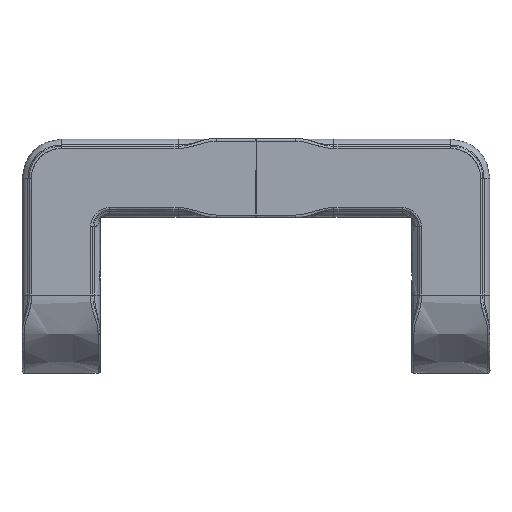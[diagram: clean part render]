
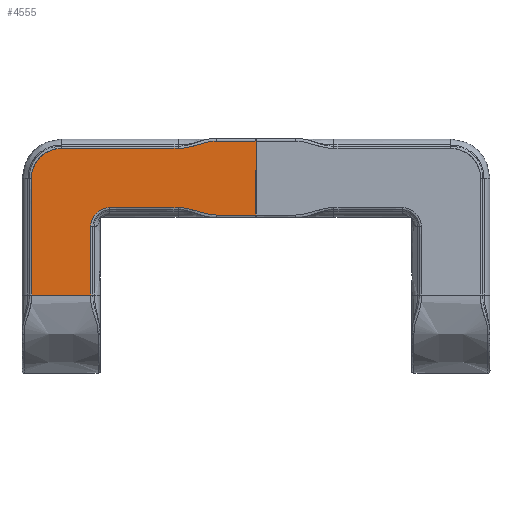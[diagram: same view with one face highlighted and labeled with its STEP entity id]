
A CAD part, top view. The second image highlights one B-rep face of the part: STEP entity #4555.
In plain terms, the highlighted free-form (B-spline) face has degree [3, 3] with [4, 4] control points.
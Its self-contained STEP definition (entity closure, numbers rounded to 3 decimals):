
#615=FACE_OUTER_BOUND('',#819,.T.);
#819=EDGE_LOOP('',(#4111,#4112,#4113,#4114,#4115,#4116,#4117,#4118,#4119,
#4120,#4121,#4122));
#1474=B_SPLINE_CURVE_WITH_KNOTS('',3,(#24721,#24722,#24723,#24724,#24725,
#24726,#24727),.UNSPECIFIED.,.F.,.F.,(4,3,4),(0.,0.275,0.555),
 .UNSPECIFIED.);
#1475=B_SPLINE_CURVE_WITH_KNOTS('',3,(#24729,#24730,#24731,#24732),
 .UNSPECIFIED.,.F.,.F.,(4,4),(0.,0.127),.UNSPECIFIED.);
#1476=B_SPLINE_CURVE_WITH_KNOTS('',3,(#24734,#24735,#24736,#24737),
 .UNSPECIFIED.,.F.,.F.,(4,4),(0.256,0.494),
 .UNSPECIFIED.);
#1477=B_SPLINE_CURVE_WITH_KNOTS('',3,(#24739,#24740,#24741,#24742),
 .UNSPECIFIED.,.F.,.F.,(4,4),(-0.127,0.),.UNSPECIFIED.);
#1478=B_SPLINE_CURVE_WITH_KNOTS('',3,(#24744,#24745,#24746,#24747,#24748,
#24749,#24750),.UNSPECIFIED.,.F.,.F.,(4,3,4),(0.56,0.841,
1.115),.UNSPECIFIED.);
#1479=B_SPLINE_CURVE_WITH_KNOTS('',3,(#24752,#24753,#24754,#24755),
 .UNSPECIFIED.,.F.,.F.,(4,4),(0.,1.65),.UNSPECIFIED.);
#1480=B_SPLINE_CURVE_WITH_KNOTS('',3,(#24757,#24758,#24759,#24760,#24761,
#24762,#24763),.UNSPECIFIED.,.F.,.F.,(4,3,4),(0.,0.336,0.672),
 .UNSPECIFIED.);
#1481=B_SPLINE_CURVE_WITH_KNOTS('',3,(#24765,#24766,#24767,#24768),
 .UNSPECIFIED.,.F.,.F.,(4,4),(0.,1.65),
 .UNSPECIFIED.);
#1482=B_SPLINE_CURVE_WITH_KNOTS('',3,(#24770,#24771,#24772,#24773),
 .UNSPECIFIED.,.F.,.F.,(4,4),(0.53,0.72),
 .UNSPECIFIED.);
#1483=B_SPLINE_CURVE_WITH_KNOTS('',3,(#24775,#24776,#24777,#24778),
 .UNSPECIFIED.,.F.,.F.,(4,4),(0.,0.968),.UNSPECIFIED.);
#1484=B_SPLINE_CURVE_WITH_KNOTS('',3,(#24780,#24781,#24782,#24783,#24784,
#24785,#24786),.UNSPECIFIED.,.F.,.F.,(4,3,4),(0.968,1.18,
1.393),.UNSPECIFIED.);
#1485=B_SPLINE_CURVE_WITH_KNOTS('',3,(#24787,#24788,#24789,#24790),
 .UNSPECIFIED.,.F.,.F.,(4,4),(0.,0.968),.UNSPECIFIED.);
#2343=VERTEX_POINT('',#24719);
#2344=VERTEX_POINT('',#24720);
#2345=VERTEX_POINT('',#24728);
#2346=VERTEX_POINT('',#24733);
#2347=VERTEX_POINT('',#24738);
#2348=VERTEX_POINT('',#24743);
#2349=VERTEX_POINT('',#24751);
#2350=VERTEX_POINT('',#24756);
#2351=VERTEX_POINT('',#24764);
#2352=VERTEX_POINT('',#24769);
#2353=VERTEX_POINT('',#24774);
#2354=VERTEX_POINT('',#24779);
#3227=EDGE_CURVE('',#2343,#2344,#1474,.T.);
#3228=EDGE_CURVE('',#2345,#2343,#1475,.T.);
#3229=EDGE_CURVE('',#2346,#2345,#1476,.T.);
#3230=EDGE_CURVE('',#2347,#2346,#1477,.T.);
#3231=EDGE_CURVE('',#2348,#2347,#1478,.T.);
#3232=EDGE_CURVE('',#2349,#2348,#1479,.T.);
#3233=EDGE_CURVE('',#2350,#2349,#1480,.T.);
#3234=EDGE_CURVE('',#2351,#2350,#1481,.T.);
#3235=EDGE_CURVE('',#2352,#2351,#1482,.T.);
#3236=EDGE_CURVE('',#2353,#2352,#1483,.T.);
#3237=EDGE_CURVE('',#2354,#2353,#1484,.T.);
#3238=EDGE_CURVE('',#2344,#2354,#1485,.T.);
#4111=ORIENTED_EDGE('',*,*,#3227,.F.);
#4112=ORIENTED_EDGE('',*,*,#3228,.F.);
#4113=ORIENTED_EDGE('',*,*,#3229,.F.);
#4114=ORIENTED_EDGE('',*,*,#3230,.F.);
#4115=ORIENTED_EDGE('',*,*,#3231,.F.);
#4116=ORIENTED_EDGE('',*,*,#3232,.F.);
#4117=ORIENTED_EDGE('',*,*,#3233,.F.);
#4118=ORIENTED_EDGE('',*,*,#3234,.F.);
#4119=ORIENTED_EDGE('',*,*,#3235,.F.);
#4120=ORIENTED_EDGE('',*,*,#3236,.F.);
#4121=ORIENTED_EDGE('',*,*,#3237,.F.);
#4122=ORIENTED_EDGE('',*,*,#3238,.F.);
#4359=B_SPLINE_SURFACE_WITH_KNOTS('',3,3,((#24703,#24704,#24705,#24706),
(#24707,#24708,#24709,#24710),(#24711,#24712,#24713,#24714),(#24715,#24716,
#24717,#24718)),.UNSPECIFIED.,.F.,.F.,.F.,(4,4),(4,4),(0.,1.),(0.,1.),
 .UNSPECIFIED.);
#4555=ADVANCED_FACE('',(#615),#4359,.T.);
#24703=CARTESIAN_POINT('Ctrl Pts',(650.016,71.97,75.652));
#24704=CARTESIAN_POINT('Ctrl Pts',(650.016,57.304,75.652));
#24705=CARTESIAN_POINT('Ctrl Pts',(650.016,42.637,75.652));
#24706=CARTESIAN_POINT('Ctrl Pts',(650.016,27.97,75.652));
#24707=CARTESIAN_POINT('Ctrl Pts',(635.349,71.97,75.652));
#24708=CARTESIAN_POINT('Ctrl Pts',(635.349,57.304,75.652));
#24709=CARTESIAN_POINT('Ctrl Pts',(635.349,42.637,75.652));
#24710=CARTESIAN_POINT('Ctrl Pts',(635.349,27.97,75.652));
#24711=CARTESIAN_POINT('Ctrl Pts',(620.682,71.97,75.652));
#24712=CARTESIAN_POINT('Ctrl Pts',(620.682,57.304,75.652));
#24713=CARTESIAN_POINT('Ctrl Pts',(620.682,42.637,75.652));
#24714=CARTESIAN_POINT('Ctrl Pts',(620.682,27.97,75.652));
#24715=CARTESIAN_POINT('Ctrl Pts',(606.016,71.97,75.652));
#24716=CARTESIAN_POINT('Ctrl Pts',(606.016,57.304,75.652));
#24717=CARTESIAN_POINT('Ctrl Pts',(606.016,42.637,75.652));
#24718=CARTESIAN_POINT('Ctrl Pts',(606.016,27.97,75.652));
#24719=CARTESIAN_POINT('',(644.414,50.256,75.652));
#24720=CARTESIAN_POINT('',(639.016,51.299,75.652));
#24721=CARTESIAN_POINT('Ctrl Pts',(644.414,50.256,75.652));
#24722=CARTESIAN_POINT('Ctrl Pts',(643.478,50.256,75.652));
#24723=CARTESIAN_POINT('Ctrl Pts',(642.591,50.539,75.652));
#24724=CARTESIAN_POINT('Ctrl Pts',(641.719,50.798,75.652));
#24725=CARTESIAN_POINT('Ctrl Pts',(640.828,51.062,75.652));
#24726=CARTESIAN_POINT('Ctrl Pts',(639.965,51.299,75.652));
#24727=CARTESIAN_POINT('Ctrl Pts',(639.016,51.299,75.652));
#24728=CARTESIAN_POINT('',(650.016,50.256,75.652));
#24729=CARTESIAN_POINT('Ctrl Pts',(650.016,50.256,75.652));
#24730=CARTESIAN_POINT('Ctrl Pts',(648.149,50.256,75.652));
#24731=CARTESIAN_POINT('Ctrl Pts',(646.282,50.256,75.652));
#24732=CARTESIAN_POINT('Ctrl Pts',(644.414,50.256,75.652));
#24733=CARTESIAN_POINT('',(650.016,60.684,75.652));
#24734=CARTESIAN_POINT('Ctrl Pts',(650.016,60.684,75.652));
#24735=CARTESIAN_POINT('Ctrl Pts',(650.016,57.208,75.652));
#24736=CARTESIAN_POINT('Ctrl Pts',(650.016,53.732,75.652));
#24737=CARTESIAN_POINT('Ctrl Pts',(650.016,50.256,75.652));
#24738=CARTESIAN_POINT('',(644.414,60.684,75.652));
#24739=CARTESIAN_POINT('Ctrl Pts',(644.414,60.684,75.652));
#24740=CARTESIAN_POINT('Ctrl Pts',(646.281,60.684,75.652));
#24741=CARTESIAN_POINT('Ctrl Pts',(648.148,60.684,75.652));
#24742=CARTESIAN_POINT('Ctrl Pts',(650.016,60.684,75.652));
#24743=CARTESIAN_POINT('',(639.015,59.641,75.652));
#24744=CARTESIAN_POINT('Ctrl Pts',(639.015,59.641,75.652));
#24745=CARTESIAN_POINT('Ctrl Pts',(639.974,59.641,75.652));
#24746=CARTESIAN_POINT('Ctrl Pts',(640.819,59.874,75.652));
#24747=CARTESIAN_POINT('Ctrl Pts',(641.719,60.142,75.652));
#24748=CARTESIAN_POINT('Ctrl Pts',(642.599,60.404,75.652));
#24749=CARTESIAN_POINT('Ctrl Pts',(643.467,60.684,75.652));
#24750=CARTESIAN_POINT('Ctrl Pts',(644.414,60.684,75.652));
#24751=CARTESIAN_POINT('',(622.516,59.641,75.652));
#24752=CARTESIAN_POINT('Ctrl Pts',(622.516,59.641,75.652));
#24753=CARTESIAN_POINT('Ctrl Pts',(628.015,59.641,75.652));
#24754=CARTESIAN_POINT('Ctrl Pts',(633.515,59.641,75.652));
#24755=CARTESIAN_POINT('Ctrl Pts',(639.015,59.641,75.652));
#24756=CARTESIAN_POINT('',(618.345,55.47,75.652));
#24757=CARTESIAN_POINT('Ctrl Pts',(618.345,55.47,75.652));
#24758=CARTESIAN_POINT('Ctrl Pts',(618.344,56.585,75.652));
#24759=CARTESIAN_POINT('Ctrl Pts',(618.779,57.63,75.652));
#24760=CARTESIAN_POINT('Ctrl Pts',(619.567,58.418,75.652));
#24761=CARTESIAN_POINT('Ctrl Pts',(620.356,59.207,75.652));
#24762=CARTESIAN_POINT('Ctrl Pts',(621.4,59.641,75.652));
#24763=CARTESIAN_POINT('Ctrl Pts',(622.516,59.641,75.652));
#24764=CARTESIAN_POINT('',(618.344,38.97,75.652));
#24765=CARTESIAN_POINT('Ctrl Pts',(618.344,38.97,75.652));
#24766=CARTESIAN_POINT('Ctrl Pts',(618.345,43.096,75.652));
#24767=CARTESIAN_POINT('Ctrl Pts',(618.345,51.345,75.652));
#24768=CARTESIAN_POINT('Ctrl Pts',(618.345,55.47,75.652));
#24769=CARTESIAN_POINT('',(626.687,38.97,75.652));
#24770=CARTESIAN_POINT('Ctrl Pts',(626.687,38.97,75.652));
#24771=CARTESIAN_POINT('Ctrl Pts',(623.906,38.97,75.652));
#24772=CARTESIAN_POINT('Ctrl Pts',(621.125,38.97,75.652));
#24773=CARTESIAN_POINT('Ctrl Pts',(618.344,38.97,75.652));
#24774=CARTESIAN_POINT('',(626.687,48.653,75.652));
#24775=CARTESIAN_POINT('Ctrl Pts',(626.687,48.653,75.652));
#24776=CARTESIAN_POINT('Ctrl Pts',(626.687,46.216,75.652));
#24777=CARTESIAN_POINT('Ctrl Pts',(626.687,41.418,75.652));
#24778=CARTESIAN_POINT('Ctrl Pts',(626.687,38.97,75.652));
#24779=CARTESIAN_POINT('',(629.334,51.299,75.652));
#24780=CARTESIAN_POINT('Ctrl Pts',(629.334,51.299,75.652));
#24781=CARTESIAN_POINT('Ctrl Pts',(628.634,51.299,75.652));
#24782=CARTESIAN_POINT('Ctrl Pts',(627.964,51.004,75.652));
#24783=CARTESIAN_POINT('Ctrl Pts',(627.473,50.513,75.652));
#24784=CARTESIAN_POINT('Ctrl Pts',(626.982,50.023,75.652));
#24785=CARTESIAN_POINT('Ctrl Pts',(626.687,49.352,75.652));
#24786=CARTESIAN_POINT('Ctrl Pts',(626.687,48.653,75.652));
#24787=CARTESIAN_POINT('Ctrl Pts',(639.016,51.299,75.652));
#24788=CARTESIAN_POINT('Ctrl Pts',(636.566,51.299,75.652));
#24789=CARTESIAN_POINT('Ctrl Pts',(631.784,51.299,75.652));
#24790=CARTESIAN_POINT('Ctrl Pts',(629.334,51.299,75.652));
